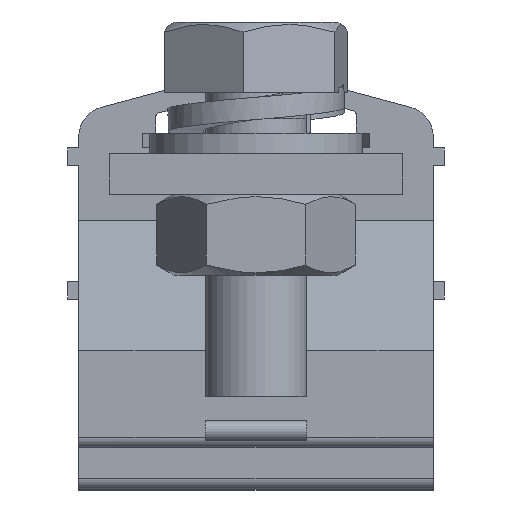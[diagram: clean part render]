
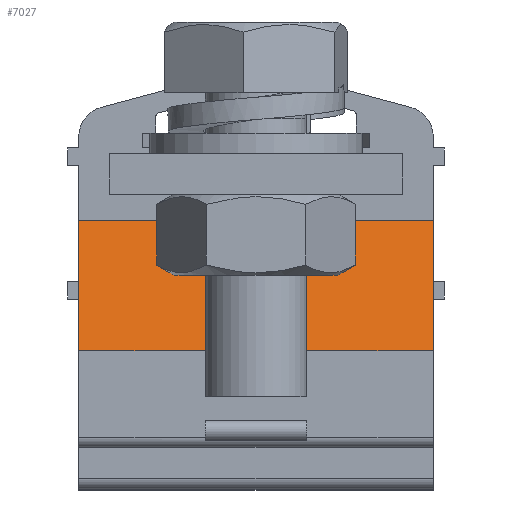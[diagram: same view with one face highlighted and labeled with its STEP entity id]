
A CAD part, front view. The second image highlights one B-rep face of the part: STEP entity #7027.
In plain terms, the highlighted planar face has unit normal (0, -0.966, 0.259).
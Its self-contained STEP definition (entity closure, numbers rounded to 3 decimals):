
#1352=ORIENTED_EDGE('',*,*,#2428,.T.);
#1353=ORIENTED_EDGE('',*,*,#2429,.F.);
#1354=ORIENTED_EDGE('',*,*,#2430,.T.);
#1355=ORIENTED_EDGE('',*,*,#2281,.T.);
#1356=ORIENTED_EDGE('',*,*,#2162,.F.);
#1357=ORIENTED_EDGE('',*,*,#2431,.F.);
#1358=ORIENTED_EDGE('',*,*,#2432,.F.);
#1359=ORIENTED_EDGE('',*,*,#2433,.T.);
#2162=EDGE_CURVE('',#2819,#2820,#3222,.T.);
#2281=EDGE_CURVE('',#2936,#2820,#3315,.T.);
#2428=EDGE_CURVE('',#3001,#3002,#3452,.T.);
#2429=EDGE_CURVE('',#3003,#3002,#3453,.T.);
#2430=EDGE_CURVE('',#3003,#2936,#3454,.T.);
#2431=EDGE_CURVE('',#3004,#2819,#3455,.T.);
#2432=EDGE_CURVE('',#3005,#3004,#3456,.T.);
#2433=EDGE_CURVE('',#3005,#3001,#3457,.T.);
#2819=VERTEX_POINT('',#9793);
#2820=VERTEX_POINT('',#9795);
#2936=VERTEX_POINT('',#10032);
#3001=VERTEX_POINT('',#10327);
#3002=VERTEX_POINT('',#10328);
#3003=VERTEX_POINT('',#10330);
#3004=VERTEX_POINT('',#10333);
#3005=VERTEX_POINT('',#10335);
#3222=LINE('',#9794,#3641);
#3315=LINE('',#10031,#3734);
#3452=LINE('',#10326,#3871);
#3453=LINE('',#10329,#3872);
#3454=LINE('',#10331,#3873);
#3455=LINE('',#10332,#3874);
#3456=LINE('',#10334,#3875);
#3457=LINE('',#10336,#3876);
#3641=VECTOR('',#7973,1000.);
#3734=VECTOR('',#8122,1000.);
#3871=VECTOR('',#8445,1000.);
#3872=VECTOR('',#8446,1000.);
#3873=VECTOR('',#8447,1000.);
#3874=VECTOR('',#8448,1000.);
#3875=VECTOR('',#8449,1000.);
#3876=VECTOR('',#8450,1000.);
#4186=EDGE_LOOP('',(#1352,#1353,#1354,#1355,#1356,#1357,#1358,#1359));
#4519=FACE_BOUND('',#4186,.T.);
#4755=PLANE('',#7433);
#7027=ADVANCED_FACE('',(#4519),#4755,.T.);
#7433=AXIS2_PLACEMENT_3D('',#10325,#8443,#8444);
#7973=DIRECTION('',(0.,0.259,0.966));
#8122=DIRECTION('',(-1.,0.,0.));
#8443=DIRECTION('',(0.,-0.966,0.259));
#8444=DIRECTION('',(0.,-0.259,-0.966));
#8445=DIRECTION('',(0.,-0.259,-0.966));
#8446=DIRECTION('',(-1.,0.,0.));
#8447=DIRECTION('',(0.,0.259,0.966));
#8448=DIRECTION('',(-1.,0.,0.));
#8449=DIRECTION('',(0.,-0.259,-0.966));
#8450=DIRECTION('',(1.,0.,0.));
#9793=CARTESIAN_POINT('',(-17.5,-23.45,-26.476));
#9794=CARTESIAN_POINT('',(-17.5,-23.45,-26.476));
#9795=CARTESIAN_POINT('',(-17.5,-20.,-13.6));
#10031=CARTESIAN_POINT('',(17.5,-20.,-13.6));
#10032=CARTESIAN_POINT('',(17.5,-20.,-13.6));
#10325=CARTESIAN_POINT('',(17.5,-23.45,-26.476));
#10326=CARTESIAN_POINT('',(5.,-24.208,-29.306));
#10327=CARTESIAN_POINT('',(5.,-23.148,-25.35));
#10328=CARTESIAN_POINT('',(5.,-23.45,-26.476));
#10329=CARTESIAN_POINT('',(17.5,-23.45,-26.476));
#10330=CARTESIAN_POINT('',(17.5,-23.45,-26.476));
#10331=CARTESIAN_POINT('',(17.5,-23.45,-26.476));
#10332=CARTESIAN_POINT('',(17.5,-23.45,-26.476));
#10333=CARTESIAN_POINT('',(-5.,-23.45,-26.476));
#10334=CARTESIAN_POINT('',(-5.,-24.208,-29.306));
#10335=CARTESIAN_POINT('',(-5.,-23.148,-25.35));
#10336=CARTESIAN_POINT('',(-5.,-23.148,-25.35));
